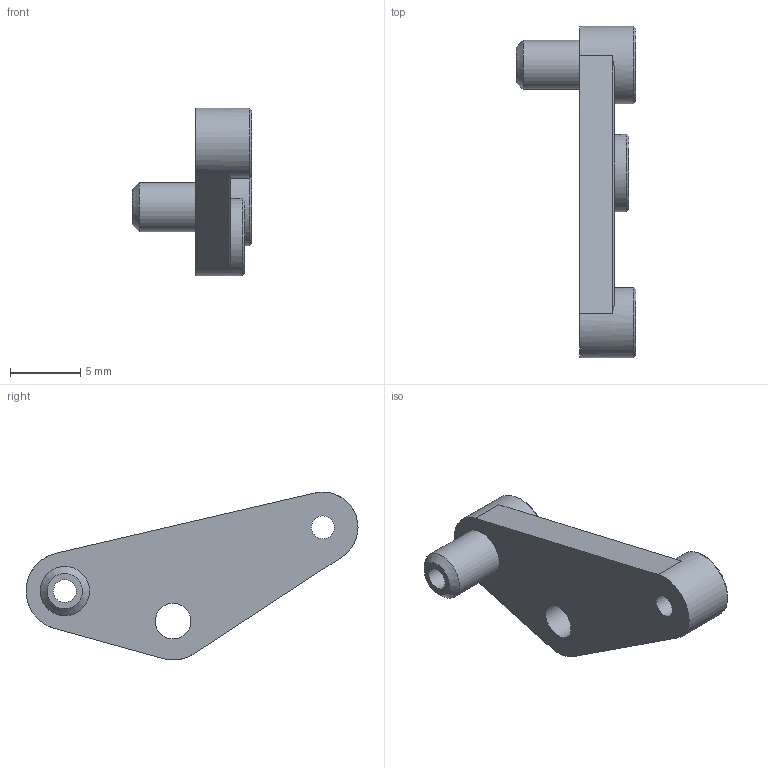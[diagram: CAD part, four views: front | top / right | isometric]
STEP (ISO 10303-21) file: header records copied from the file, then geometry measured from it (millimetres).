
FILE_DESCRIPTION(/* description */ (''),/* implementation_level */ '2;1');
FILE_NAME(/* name */ 'Support WB EK MB v5.step',/* time_stamp */ '2022-05-29T09:52:02+02:00',/* author */ (''),/* organization */ (''),/* preprocessor_version */ 'ST-DEVELOPER v19',/* originating_system */ 'Autodesk Translation Framework v11.7.0.108',/* authorisation */ '');
FILE_SCHEMA (('AUTOMOTIVE_DESIGN { 1 0 10303 214 3 1 1 }'));
Length unit declared in the file: millimetre
Products named in the file (1): Support WB EK MB
Bounding box: 8.5 x 23.56 x 11.91 mm (x, y, z)
Volume: 494.4 mm3; surface area: 644.4 mm2
Topology: 1 solids, 1 shells, 23 faces, 56 edges, 36 vertices
Faces by surface type: plane 12, cylinder 7, cone 4
Full cylindrical faces by diameter (mm): 1.623 x2, 2.529 x1, 3.5 x1, 5 x1, 5.5 x2
Entity records: 733 total; most frequent: DIRECTION 134, CARTESIAN_POINT 116, ORIENTED_EDGE 112, EDGE_CURVE 56, AXIS2_PLACEMENT_3D 54, VERTEX_POINT 36, EDGE_LOOP 30, LINE 26
